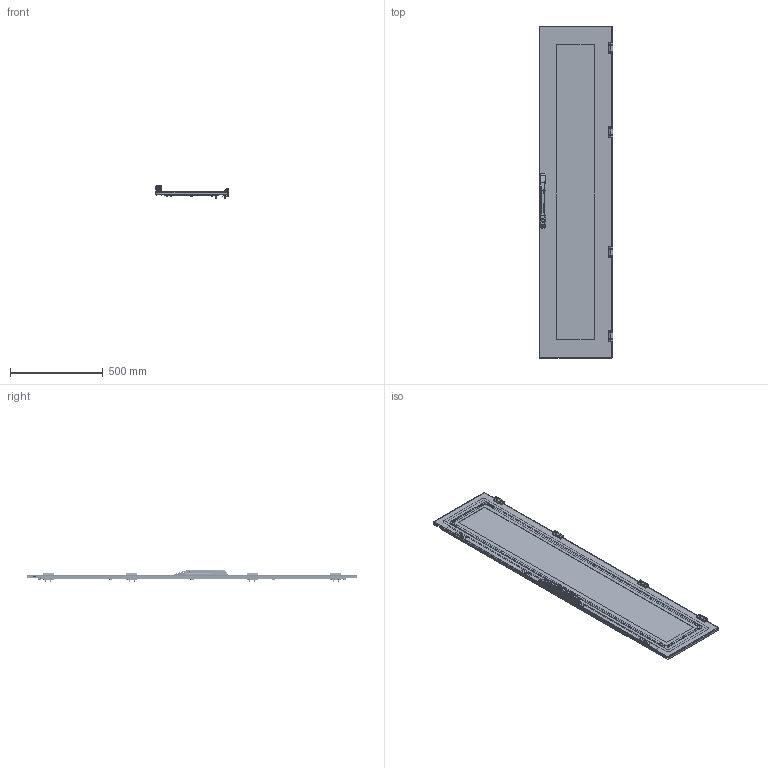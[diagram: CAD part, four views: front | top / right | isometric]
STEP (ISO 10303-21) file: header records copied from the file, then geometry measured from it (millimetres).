
FILE_DESCRIPTION (( 'STEP AP214' ), '1' );
FILE_NAME ('605.418.STEP', '2024-09-17T10:02:38', ( '' ), ( '' ), 'SwSTEP 2.0', 'SolidWorks 2021', '' );
FILE_SCHEMA (( 'AUTOMOTIVE_DESIGN' ));
Length unit declared in the file: millimetre
Products named in the file (39): _______ASM.step; 嵑謺麃 CL213-3; MS867_________ASM.step; Äâåðíîé ïðîôèëü ñò. ÌÊ 20 W400; Çàãëóøêà òÿãè; Ïðîêëàäêà W400H1800; 837-1_1.step; Äâåðíîå ïîëîòíî ñò. ÌÊ-20 W400H1800; MS867-001.step; Øïèëüêà ïðèâàðíàÿ Ì6õ25; Øïèëüêà ïðèâàðíàÿ Ì6õ10; 605.418; 837-1_2.step; Ãàéêà Ì6 äëÿ øïèëüêè; Ãàñêåòèíã äâåðè W400H1800; 项蜞轫铋 忤眚 DIN 7991 󊬱6; Øïèëüêà ïðèâàðíàÿ Ì6õ35; 嵑謺麃 2; 867-6.step; MS867-003.step; 867-1_3.step; Óãîëîê äâåðíîé; MS867-002.step; Äâåðíîé ïðîôèëü ñò. ÌÊ 20 Í1800; CL213-3; 867-4.step; PT-M5X10.step; 嵑謺麃 1; 867-5.step; CT-M6X8.step; 867-2.step; 867-3.step; MS867-004.step; 867-7.step; ﾒ聰 ﾌﾊ-20 H1800; 950.104 Ðó÷êà.step; Âèíò Ì5õ10 ìåáåëüíûé; 鎗鵻罻; 栺樏鋋 W400H1800
Assembly tree (86 placements, depth 5):
  605.418
    Äâåðíîå ïîëîòíî ñò. ÌÊ-20 W400H1800
    Ãàñêåòèíã äâåðè W400H1800
    Äâåðíîé ïðîôèëü ñò. ÌÊ 20 Í1800  x2
    Äâåðíîé ïðîôèëü ñò. ÌÊ 20 W400  x2
    栺樏鋋 W400H1800
    Ïðîêëàäêà W400H1800
    ﾒ聰 ﾌﾊ-20 H1800
    Øïèëüêà ïðèâàðíàÿ Ì6õ35  x2
    Øïèëüêà ïðèâàðíàÿ Ì6õ25  x16
    Øïèëüêà ïðèâàðíàÿ Ì6õ10  x4
    Çàãëóøêà òÿãè  x4
    Óãîëîê äâåðíîé  x4
    Ãàéêà Ì6 äëÿ øïèëüêè  x16
    950.104 Ðó÷êà.step
      MS867_________ASM.step
        _______ASM.step
          MS867-002.step
          MS867-003.step
          867-7.step
          867-5.step
          867-6.step
        MS867-001.step
        MS867-004.step
      867-2.step
      867-3.step
      867-4.step
      PT-M5X10.step
      CT-M6X8.step
      837-1_1.step
      837-1_2.step
      867-1_3.step  x2
    CL213-3  x4
      嵑謺麃 CL213-3
        鎗鵻罻
        嵑謺麃 1
        嵑謺麃 2
      项蜞轫铋 忤眚 DIN 7991 󊬱6
      Âèíò Ì5õ10 ìåáåëüíûé
Bounding box: 397.9 x 1790 x 68.32 mm (x, y, z)
Volume: 3667812.5 mm3; surface area: 2902496.7 mm2
Topology: 99 solids, 99 shells, 4924 faces, 13097 edges, 8386 vertices
Faces by surface type: cylinder 2174, plane 1989, cone 378, bspline 299, torus 70, sphere 14
Entity records: 89758 total; most frequent: CARTESIAN_POINT 33943, ORIENTED_EDGE 11816, DIRECTION 10498, EDGE_CURVE 5908, AXIS2_PLACEMENT_3D 3855, VERTEX_POINT 3806, VECTOR 2788, LINE 2788
